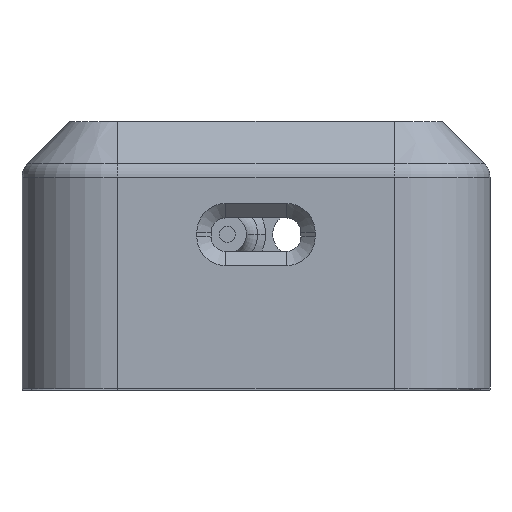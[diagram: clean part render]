
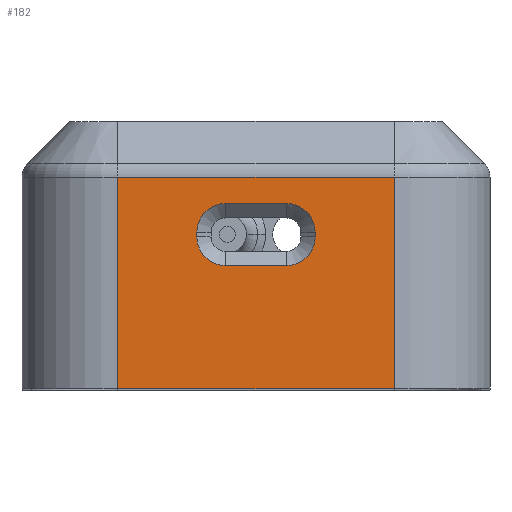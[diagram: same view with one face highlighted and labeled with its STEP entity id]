
A CAD part, top view. The second image highlights one B-rep face of the part: STEP entity #182.
In plain terms, the highlighted planar face has unit normal (0, 0, 1).
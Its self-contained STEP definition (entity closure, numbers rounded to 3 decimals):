
#44 = LINE ( 'NONE', #13303, #15205 ) ;
#82 = VECTOR ( 'NONE', #4431, 1000. ) ;
#176 = ORIENTED_EDGE ( 'NONE', *, *, #2774, .T. ) ;
#182 = ADVANCED_FACE ( 'NONE', ( #4846, #16952 ), #15653, .F. ) ;
#569 = VERTEX_POINT ( 'NONE', #13625 ) ;
#637 = ORIENTED_EDGE ( 'NONE', *, *, #4890, .T. ) ;
#674 = CARTESIAN_POINT ( 'NONE',  ( -6.2, 4., 56.5 ) ) ;
#1261 = ORIENTED_EDGE ( 'NONE', *, *, #11747, .T. ) ;
#1305 = VECTOR ( 'NONE', #15211, 1000. ) ;
#1648 = LINE ( 'NONE', #2793, #9557 ) ;
#1656 = ORIENTED_EDGE ( 'NONE', *, *, #11995, .T. ) ;
#1792 = CARTESIAN_POINT ( 'NONE',  ( 14.5, -24., 56.5 ) ) ;
#1945 = LINE ( 'NONE', #13734, #3145 ) ;
#2561 = AXIS2_PLACEMENT_3D ( 'NONE', #8866, #14081, #13996 ) ;
#2769 = VERTEX_POINT ( 'NONE', #3551 ) ;
#2774 = EDGE_CURVE ( 'NONE', #13496, #4660, #9822, .T. ) ;
#2793 = CARTESIAN_POINT ( 'NONE',  ( 14.5, 4., 56.5 ) ) ;
#2859 = LINE ( 'NONE', #1792, #8661 ) ;
#2866 = ORIENTED_EDGE ( 'NONE', *, *, #9360, .F. ) ;
#3134 = VECTOR ( 'NONE', #14060, 1000. ) ;
#3145 = VECTOR ( 'NONE', #11119, 1000. ) ;
#3381 = DIRECTION ( 'NONE',  ( 0., 1., 0. ) ) ;
#3551 = CARTESIAN_POINT ( 'NONE',  ( -14.5, -1.828, 56.5 ) ) ;
#3869 = CARTESIAN_POINT ( 'NONE',  ( 3.2, -11.1, 56.5 ) ) ;
#4279 = EDGE_LOOP ( 'NONE', ( #2866, #8274, #4399, #11844 ) ) ;
#4376 = AXIS2_PLACEMENT_3D ( 'NONE', #17039, #15475, #14166 ) ;
#4399 = ORIENTED_EDGE ( 'NONE', *, *, #7861, .T. ) ;
#4431 = DIRECTION ( 'NONE',  ( -1., 0., 0. ) ) ;
#4448 = VERTEX_POINT ( 'NONE', #11188 ) ;
#4660 = VERTEX_POINT ( 'NONE', #5583 ) ;
#4795 = CIRCLE ( 'NONE', #14533, 3. ) ;
#4846 = FACE_BOUND ( 'NONE', #7816, .T. ) ;
#4890 = EDGE_CURVE ( 'NONE', #5400, #7235, #11595, .T. ) ;
#4914 = VERTEX_POINT ( 'NONE', #14274 ) ;
#5155 = EDGE_CURVE ( 'NONE', #4660, #4448, #11492, .T. ) ;
#5400 = VERTEX_POINT ( 'NONE', #14404 ) ;
#5583 = CARTESIAN_POINT ( 'NONE',  ( -6.2, -8.1, 56.5 ) ) ;
#6298 = CARTESIAN_POINT ( 'NONE',  ( -3.2, -11.1, 56.5 ) ) ;
#6711 = DIRECTION ( 'NONE',  ( 0., 0., -1. ) ) ;
#6757 = AXIS2_PLACEMENT_3D ( 'NONE', #7735, #12876, #13055 ) ;
#7133 = DIRECTION ( 'NONE',  ( 0., -1., 0. ) ) ;
#7235 = VERTEX_POINT ( 'NONE', #8095 ) ;
#7278 = CIRCLE ( 'NONE', #2561, 3. ) ;
#7401 = EDGE_CURVE ( 'NONE', #4448, #9924, #7278, .T. ) ;
#7735 = CARTESIAN_POINT ( 'NONE',  ( -3.2, -8.1, 56.5 ) ) ;
#7776 = ORIENTED_EDGE ( 'NONE', *, *, #16543, .T. ) ;
#7816 = EDGE_LOOP ( 'NONE', ( #1261, #176, #8888, #13587, #12223, #637, #1656, #7776 ) ) ;
#7861 = EDGE_CURVE ( 'NONE', #2769, #11322, #8758, .T. ) ;
#8095 = CARTESIAN_POINT ( 'NONE',  ( 6.2, -7.6, 56.5 ) ) ;
#8274 = ORIENTED_EDGE ( 'NONE', *, *, #9364, .T. ) ;
#8473 = EDGE_CURVE ( 'NONE', #9924, #5400, #1945, .T. ) ;
#8661 = VECTOR ( 'NONE', #12268, 1000. ) ;
#8758 = LINE ( 'NONE', #14153, #3134 ) ;
#8817 = CARTESIAN_POINT ( 'NONE',  ( -14.5, -24., 56.5 ) ) ;
#8866 = CARTESIAN_POINT ( 'NONE',  ( -3.2, -7.6, 56.5 ) ) ;
#8888 = ORIENTED_EDGE ( 'NONE', *, *, #5155, .T. ) ;
#9360 = EDGE_CURVE ( 'NONE', #569, #4914, #1648, .T. ) ;
#9364 = EDGE_CURVE ( 'NONE', #569, #2769, #14795, .T. ) ;
#9557 = VECTOR ( 'NONE', #7133, 1000. ) ;
#9822 = CIRCLE ( 'NONE', #6757, 3. ) ;
#9924 = VERTEX_POINT ( 'NONE', #12149 ) ;
#10738 = EDGE_CURVE ( 'NONE', #4914, #11322, #2859, .T. ) ;
#11056 = LINE ( 'NONE', #16366, #1305 ) ;
#11119 = DIRECTION ( 'NONE',  ( 1., 0., 0. ) ) ;
#11188 = CARTESIAN_POINT ( 'NONE',  ( -6.2, -7.6, 56.5 ) ) ;
#11322 = VERTEX_POINT ( 'NONE', #8817 ) ;
#11492 = LINE ( 'NONE', #674, #16023 ) ;
#11595 = CIRCLE ( 'NONE', #16299, 3. ) ;
#11747 = EDGE_CURVE ( 'NONE', #14649, #13496, #11056, .T. ) ;
#11844 = ORIENTED_EDGE ( 'NONE', *, *, #10738, .F. ) ;
#11995 = EDGE_CURVE ( 'NONE', #7235, #13305, #44, .T. ) ;
#12149 = CARTESIAN_POINT ( 'NONE',  ( -3.2, -4.6, 56.5 ) ) ;
#12223 = ORIENTED_EDGE ( 'NONE', *, *, #8473, .T. ) ;
#12268 = DIRECTION ( 'NONE',  ( -1., 0., 0. ) ) ;
#12876 = DIRECTION ( 'NONE',  ( 0., 0., -1. ) ) ;
#13055 = DIRECTION ( 'NONE',  ( -1., 0., 0. ) ) ;
#13303 = CARTESIAN_POINT ( 'NONE',  ( 6.2, 4., 56.5 ) ) ;
#13305 = VERTEX_POINT ( 'NONE', #17110 ) ;
#13496 = VERTEX_POINT ( 'NONE', #6298 ) ;
#13587 = ORIENTED_EDGE ( 'NONE', *, *, #7401, .T. ) ;
#13625 = CARTESIAN_POINT ( 'NONE',  ( 14.5, -1.828, 56.5 ) ) ;
#13734 = CARTESIAN_POINT ( 'NONE',  ( -14.5, -4.6, 56.5 ) ) ;
#13996 = DIRECTION ( 'NONE',  ( -1., 0., 0. ) ) ;
#14060 = DIRECTION ( 'NONE',  ( 0., -1., 0. ) ) ;
#14081 = DIRECTION ( 'NONE',  ( 0., 0., -1. ) ) ;
#14153 = CARTESIAN_POINT ( 'NONE',  ( -14.5, 4., 56.5 ) ) ;
#14166 = DIRECTION ( 'NONE',  ( -1., 0., 0. ) ) ;
#14274 = CARTESIAN_POINT ( 'NONE',  ( 14.5, -24., 56.5 ) ) ;
#14404 = CARTESIAN_POINT ( 'NONE',  ( 3.2, -4.6, 56.5 ) ) ;
#14445 = CARTESIAN_POINT ( 'NONE',  ( 3.2, -7.6, 56.5 ) ) ;
#14510 = DIRECTION ( 'NONE',  ( 0., -1., 0. ) ) ;
#14533 = AXIS2_PLACEMENT_3D ( 'NONE', #16127, #6711, #15714 ) ;
#14649 = VERTEX_POINT ( 'NONE', #3869 ) ;
#14795 = LINE ( 'NONE', #16372, #82 ) ;
#15205 = VECTOR ( 'NONE', #14510, 1000. ) ;
#15211 = DIRECTION ( 'NONE',  ( -1., 0., 0. ) ) ;
#15475 = DIRECTION ( 'NONE',  ( 0., 0., -1. ) ) ;
#15653 = PLANE ( 'NONE',  #4376 ) ;
#15714 = DIRECTION ( 'NONE',  ( -1., 0., 0. ) ) ;
#15930 = DIRECTION ( 'NONE',  ( -1., 0., 0. ) ) ;
#16023 = VECTOR ( 'NONE', #3381, 1000. ) ;
#16127 = CARTESIAN_POINT ( 'NONE',  ( 3.2, -8.1, 56.5 ) ) ;
#16299 = AXIS2_PLACEMENT_3D ( 'NONE', #14445, #16968, #15930 ) ;
#16366 = CARTESIAN_POINT ( 'NONE',  ( -14.5, -11.1, 56.5 ) ) ;
#16372 = CARTESIAN_POINT ( 'NONE',  ( -14.5, -1.828, 56.5 ) ) ;
#16543 = EDGE_CURVE ( 'NONE', #13305, #14649, #4795, .T. ) ;
#16952 = FACE_OUTER_BOUND ( 'NONE', #4279, .T. ) ;
#16968 = DIRECTION ( 'NONE',  ( 0., 0., -1. ) ) ;
#17039 = CARTESIAN_POINT ( 'NONE',  ( -14.5, 4., 56.5 ) ) ;
#17110 = CARTESIAN_POINT ( 'NONE',  ( 6.2, -8.1, 56.5 ) ) ;
